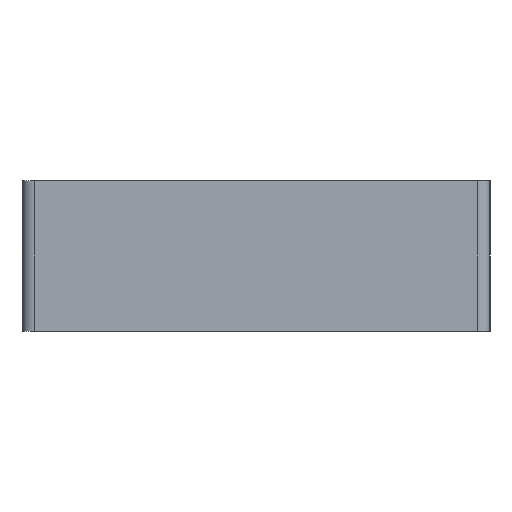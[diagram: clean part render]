
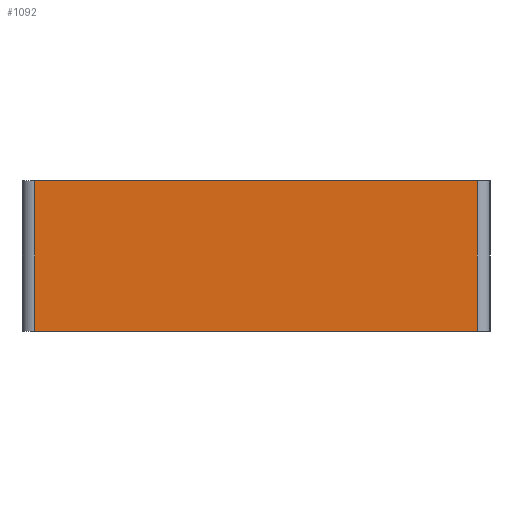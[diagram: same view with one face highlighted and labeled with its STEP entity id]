
A CAD part, left-side view. The second image highlights one B-rep face of the part: STEP entity #1092.
In plain terms, the highlighted planar face has unit normal (-1, 0, 0).
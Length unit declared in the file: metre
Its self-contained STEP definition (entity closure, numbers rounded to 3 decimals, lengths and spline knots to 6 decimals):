
#198=ORIENTED_EDGE('',*,*,#422,.T.);
#199=ORIENTED_EDGE('',*,*,#510,.T.);
#200=ORIENTED_EDGE('',*,*,#500,.F.);
#201=ORIENTED_EDGE('',*,*,#511,.T.);
#422=EDGE_CURVE('',#585,#584,#682,.T.);
#500=EDGE_CURVE('',#652,#653,#737,.T.);
#510=EDGE_CURVE('',#584,#653,#744,.T.);
#511=EDGE_CURVE('',#652,#585,#745,.F.);
#584=VERTEX_POINT('',#1633);
#585=VERTEX_POINT('',#1635);
#652=VERTEX_POINT('',#1787);
#653=VERTEX_POINT('',#1789);
#682=LINE('',#1634,#808);
#737=LINE('',#1788,#863);
#744=LINE('',#1807,#870);
#745=LINE('',#1808,#871);
#808=VECTOR('',#1296,1.);
#863=VECTOR('',#1413,1.);
#870=VECTOR('',#1430,1.);
#871=VECTOR('',#1431,1.);
#928=EDGE_LOOP('',(#198,#199,#200,#201));
#992=FACE_BOUND('',#928,.T.);
#1051=PLANE('',#1200);
#1092=ADVANCED_FACE('',(#992),#1051,.T.);
#1200=AXIS2_PLACEMENT_3D('',#1806,#1428,#1429);
#1296=DIRECTION('',(0.,-1.,0.));
#1413=DIRECTION('',(0.,-1.,0.));
#1428=DIRECTION('',(-1.,0.,0.));
#1429=DIRECTION('',(0.,0.,1.));
#1430=DIRECTION('',(0.,0.,1.));
#1431=DIRECTION('',(0.,0.,1.));
#1633=CARTESIAN_POINT('',(-0.16425,-0.04675,-0.03));
#1634=CARTESIAN_POINT('',(-0.16425,0.,-0.03));
#1635=CARTESIAN_POINT('',(-0.16425,0.04175,-0.03));
#1787=CARTESIAN_POINT('',(-0.16425,0.04175,0.));
#1788=CARTESIAN_POINT('',(-0.16425,0.,0.));
#1789=CARTESIAN_POINT('',(-0.16425,-0.04675,0.));
#1806=CARTESIAN_POINT('',(-0.16425,0.,-0.03));
#1807=CARTESIAN_POINT('',(-0.16425,-0.04675,-0.03));
#1808=CARTESIAN_POINT('',(-0.16425,0.04175,-0.03));
